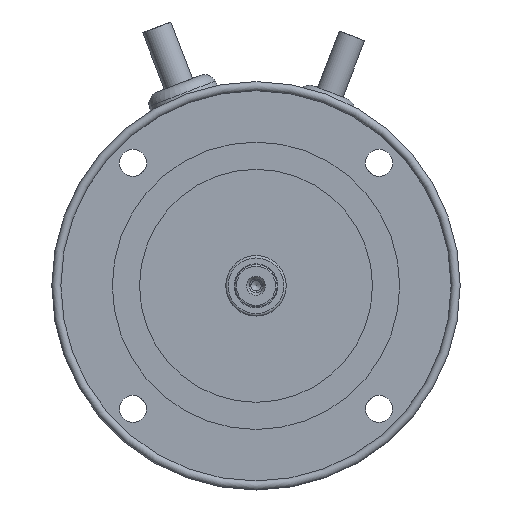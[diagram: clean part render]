
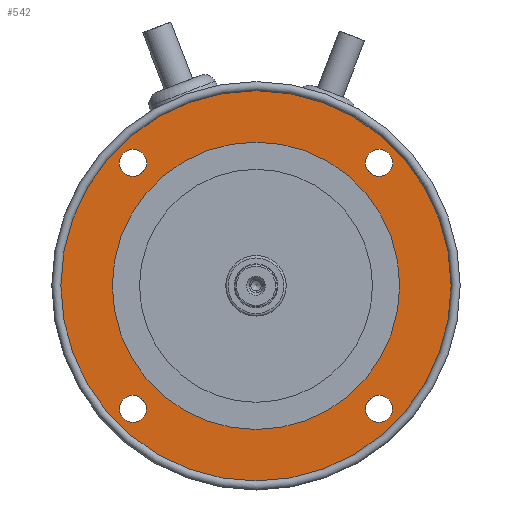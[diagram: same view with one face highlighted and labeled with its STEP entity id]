
A CAD part, left-side view. The second image highlights one B-rep face of the part: STEP entity #542.
In plain terms, the highlighted face is planar.
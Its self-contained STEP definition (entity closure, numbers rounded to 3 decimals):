
#377=PLANE('',#2503);
#542=ADVANCED_FACE('',(#996,#997,#998,#999,#1000,#1001),#377,.T.);
#996=FACE_BOUND('',#1144,.T.);
#997=FACE_BOUND('',#1145,.T.);
#998=FACE_BOUND('',#1146,.T.);
#999=FACE_BOUND('',#1147,.T.);
#1000=FACE_BOUND('',#1148,.T.);
#1001=FACE_BOUND('',#1149,.T.);
#1144=EDGE_LOOP('',(#1510));
#1145=EDGE_LOOP('',(#1511));
#1146=EDGE_LOOP('',(#1512));
#1147=EDGE_LOOP('',(#1513));
#1148=EDGE_LOOP('',(#1514));
#1149=EDGE_LOOP('',(#1515));
#1510=ORIENTED_EDGE('',*,*,#2174,.T.);
#1511=ORIENTED_EDGE('',*,*,#2178,.T.);
#1512=ORIENTED_EDGE('',*,*,#2176,.T.);
#1513=ORIENTED_EDGE('',*,*,#2172,.T.);
#1514=ORIENTED_EDGE('',*,*,#2186,.T.);
#1515=ORIENTED_EDGE('',*,*,#2185,.F.);
#1954=VERTEX_POINT('',#4406);
#1956=VERTEX_POINT('',#4411);
#1958=VERTEX_POINT('',#4416);
#1960=VERTEX_POINT('',#4421);
#1967=VERTEX_POINT('',#4440);
#1968=VERTEX_POINT('',#4443);
#2172=EDGE_CURVE('',#1954,#1954,#2357,.T.);
#2174=EDGE_CURVE('',#1956,#1956,#2359,.T.);
#2176=EDGE_CURVE('',#1958,#1958,#2361,.T.);
#2178=EDGE_CURVE('',#1960,#1960,#2363,.T.);
#2185=EDGE_CURVE('',#1967,#1967,#2370,.T.);
#2186=EDGE_CURVE('',#1968,#1968,#2371,.T.);
#2357=CIRCLE('',#2479,4.5);
#2359=CIRCLE('',#2482,4.5);
#2361=CIRCLE('',#2485,4.5);
#2363=CIRCLE('',#2488,4.5);
#2370=CIRCLE('',#2500,64.5);
#2371=CIRCLE('',#2502,47.5);
#2479=AXIS2_PLACEMENT_3D('',#4405,#2854,#2855);
#2482=AXIS2_PLACEMENT_3D('',#4410,#2860,#2861);
#2485=AXIS2_PLACEMENT_3D('',#4415,#2866,#2867);
#2488=AXIS2_PLACEMENT_3D('',#4420,#2872,#2873);
#2500=AXIS2_PLACEMENT_3D('',#4439,#2896,#2897);
#2502=AXIS2_PLACEMENT_3D('',#4442,#2900,#2901);
#2503=AXIS2_PLACEMENT_3D('',#4444,#2902,#2903);
#2854=DIRECTION('',(0.,1.,0.));
#2855=DIRECTION('',(0.,0.,1.));
#2860=DIRECTION('',(0.,1.,0.));
#2861=DIRECTION('',(0.,0.,1.));
#2866=DIRECTION('',(0.,1.,0.));
#2867=DIRECTION('',(0.,0.,1.));
#2872=DIRECTION('',(0.,1.,0.));
#2873=DIRECTION('',(0.,0.,1.));
#2896=DIRECTION('',(0.,1.,0.));
#2897=DIRECTION('',(0.,0.,1.));
#2900=DIRECTION('',(0.,1.,0.));
#2901=DIRECTION('',(0.,0.,1.));
#2902=DIRECTION('',(0.,-1.,0.));
#2903=DIRECTION('',(0.,0.,-1.));
#4405=CARTESIAN_POINT('',(40.659,0.,40.659));
#4406=CARTESIAN_POINT('',(40.659,0.,45.159));
#4410=CARTESIAN_POINT('',(-40.659,0.,40.659));
#4411=CARTESIAN_POINT('',(-40.659,0.,45.159));
#4415=CARTESIAN_POINT('',(40.659,0.,-40.659));
#4416=CARTESIAN_POINT('',(40.659,0.,-36.159));
#4420=CARTESIAN_POINT('',(-40.659,0.,-40.659));
#4421=CARTESIAN_POINT('',(-40.659,0.,-36.159));
#4439=CARTESIAN_POINT('',(0.,0.,0.));
#4440=CARTESIAN_POINT('',(0.,0.,64.5));
#4442=CARTESIAN_POINT('',(0.,0.,0.));
#4443=CARTESIAN_POINT('',(0.,0.,47.5));
#4444=CARTESIAN_POINT('',(0.,0.,0.));
